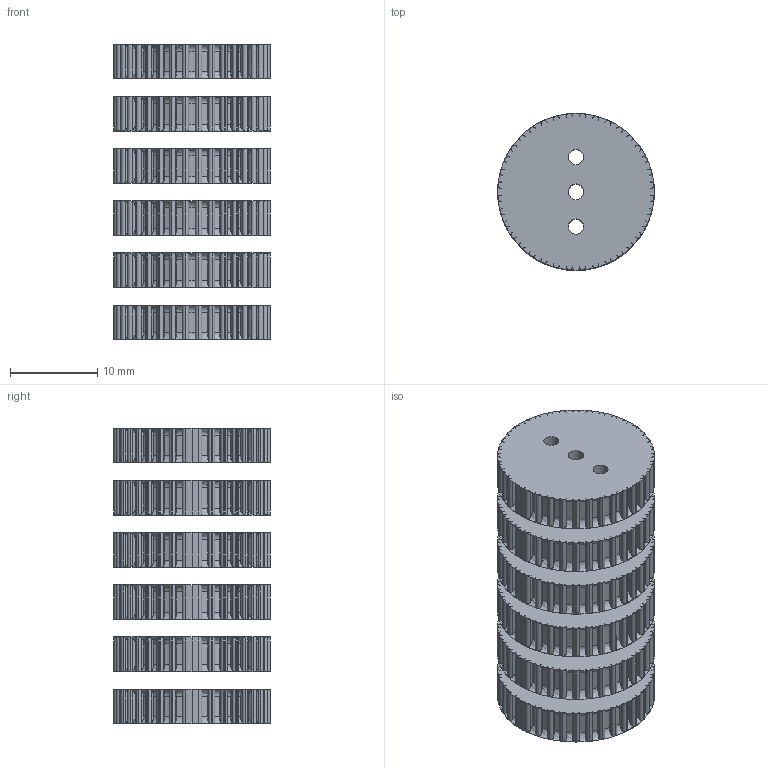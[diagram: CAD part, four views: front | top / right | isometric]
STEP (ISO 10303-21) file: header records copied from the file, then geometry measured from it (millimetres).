
FILE_DESCRIPTION(('HOOPS Exchange Step'),'2;1');
FILE_NAME('temp_export','2023-12-16T01:29:42-05:00',('jscotto'),('Shapr3D Limited'),'HOOPS Exchange 2023.2','Shapr3D','Authorized');
FILE_SCHEMA( ('AUTOMOTIVE_DESIGN { 1 0 10303 214 1 1 1 1 }') );
Length unit declared in the file: millimetre
Products named in the file (1): Body (White)
Bounding box: 18 x 18 x 34 mm (x, y, z)
Volume: 5371.7 mm3; surface area: 6020.5 mm2
Topology: 6 solids, 6 shells, 2002 faces, 5506 edges, 3518 vertices
Faces by surface type: cylinder 1340, plane 662
Full cylindrical faces by diameter (mm): 1.75 x12, 1.8 x6, 3.25 x2
Entity records: 76899 total; most frequent: CARTESIAN_POINT 29171, ORIENTED_EDGE 11012, DIRECTION 8710, EDGE_CURVE 5506, VERTEX_POINT 3518, AXIS2_PLACEMENT_3D 3361, B_SPLINE_CURVE_WITH_KNOTS 2160, EDGE_LOOP 2040
